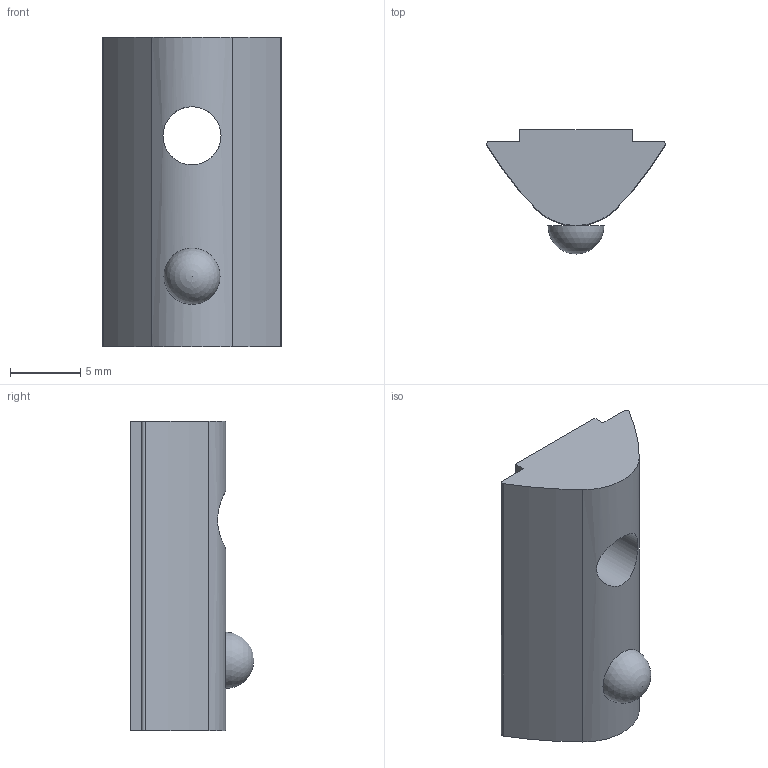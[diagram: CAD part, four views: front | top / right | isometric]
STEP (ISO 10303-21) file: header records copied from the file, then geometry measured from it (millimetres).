
FILE_DESCRIPTION(/* description */ ('CURSORE ZINC. A CULLA M4 CAVA 8'),/* implementation_level */ '2;1');
FILE_NAME(/* name */ 'CDDCU0000035.stp',/* time_stamp */ '2018-05-07T09:57:11+02:00',/* author */ ('fzagni'),/* organization */ (''),/* preprocessor_version */ 'ST-DEVELOPER v16.1',/* originating_system */ 'Autodesk Inventor 2016',/* authorisation */ '');
FILE_SCHEMA (('AUTOMOTIVE_DESIGN { 1 0 10303 214 3 1 1 }'));
Length unit declared in the file: millimetre
Products named in the file (1): CDDCU0000035
Bounding box: 12.7 x 8.8 x 22 mm (x, y, z)
Volume: 1192.5 mm3; surface area: 924.8 mm2
Topology: 2 solids, 2 shells, 16 faces, 39 edges, 26 vertices
Faces by surface type: plane 9, cylinder 6, sphere 1
Full cylindrical faces by diameter (mm): 4.134 x1
Entity records: 507 total; most frequent: CARTESIAN_POINT 109, DIRECTION 81, ORIENTED_EDGE 72, EDGE_CURVE 35, AXIS2_PLACEMENT_3D 30, VERTEX_POINT 24, LINE 21, VECTOR 21
